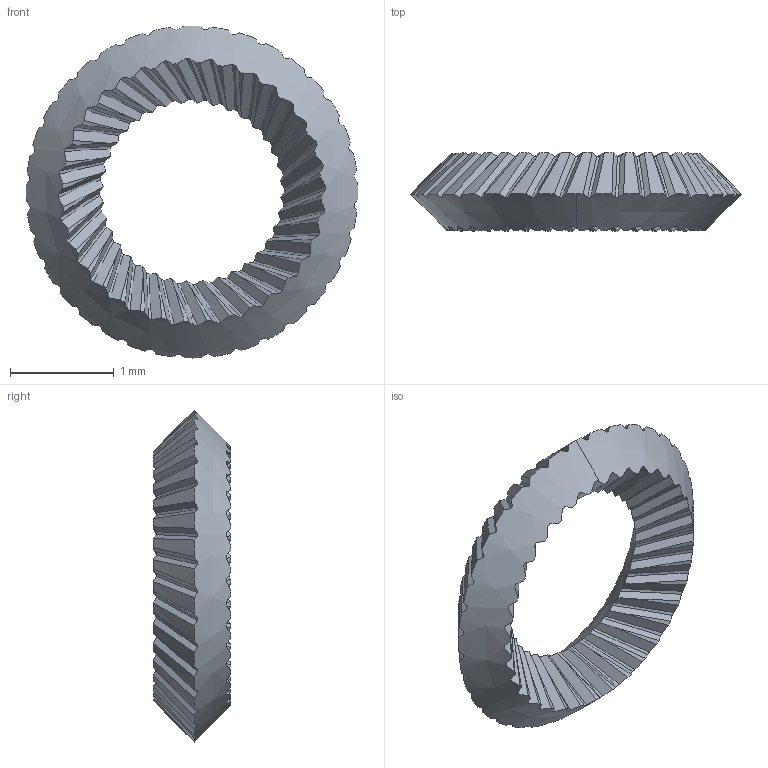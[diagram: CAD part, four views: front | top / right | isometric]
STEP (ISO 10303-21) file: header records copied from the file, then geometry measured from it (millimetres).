
FILE_DESCRIPTION (( 'STEP AP203' ), '1' );
FILE_NAME ('90895A222_Belleville Spring Lock Washer.STEP', '2021-07-08T06:37:56', ( 'Administrator' ), ( 'Managed by Terraform' ), 'SwSTEP 2.0', 'SolidWorks 2017', '' );
FILE_SCHEMA (( 'CONFIG_CONTROL_DESIGN' ));
Length unit declared in the file: inch
Products named in the file (1): 90895A222_Belleville Spring Lock Washer
Bounding box: 3.2 x 0.75 x 3.2 mm (x, y, z)
Volume: 2 mm3; surface area: 17.5 mm2
Topology: 1 solids, 1 shells, 296 faces, 886 edges, 590 vertices
Faces by surface type: cone 152, plane 144
Entity records: 10679 total; most frequent: CARTESIAN_POINT 3531, ORIENTED_EDGE 1772, DIRECTION 1150, EDGE_CURVE 886, VERTEX_POINT 590, B_SPLINE_CURVE_WITH_KNOTS 586, AXIS2_PLACEMENT_3D 553, EDGE_LOOP 296
